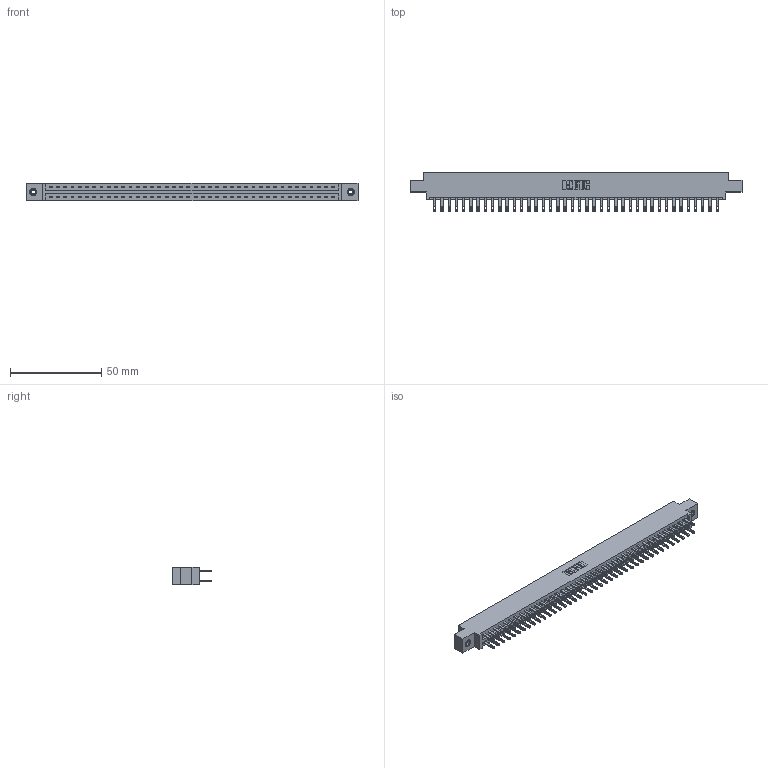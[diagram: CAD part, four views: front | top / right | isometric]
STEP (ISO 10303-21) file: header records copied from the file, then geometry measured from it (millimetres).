
FILE_DESCRIPTION (( 'STEP AP203' ), '1' );
FILE_NAME ('887-080-500-808.STEP', '2020-09-21T04:28:21', ( '' ), ( '' ), 'SwSTEP 2.0', 'SolidWorks 2020', '' );
FILE_SCHEMA (( 'CONFIG_CONTROL_DESIGN' ));
Length unit declared in the file: inch
Products named in the file (4): 837 Part_0.170 Offset - 0.156 Dia-TI; 345-292-001_345-293-100; 345-250-001_345-250-003-102; 887-080-500-808
Assembly tree (83 placements, depth 2):
  887-080-500-808
    837 Part_0.170 Offset - 0.156 Dia-TI
    345-292-001_345-293-100  x80
    345-250-001_345-250-003-102  x2
Bounding box: 181.51 x 21.85 x 9.4 mm (x, y, z)
Volume: 19222.6 mm3; surface area: 22731.2 mm2
Topology: 83 solids, 83 shells, 4178 faces, 12699 edges, 8458 vertices
Faces by surface type: plane 2666, cylinder 1496, cone 12, torus 4
Entity records: 32520 total; most frequent: CARTESIAN_POINT 5461, ORIENTED_EDGE 5390, DIRECTION 4681, EDGE_CURVE 2695, LINE 2543, VECTOR 2543, VERTEX_POINT 1792, AXIS2_PLACEMENT_3D 1069
